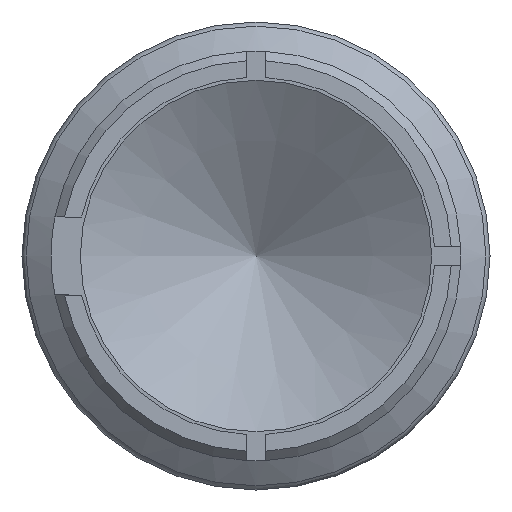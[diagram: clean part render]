
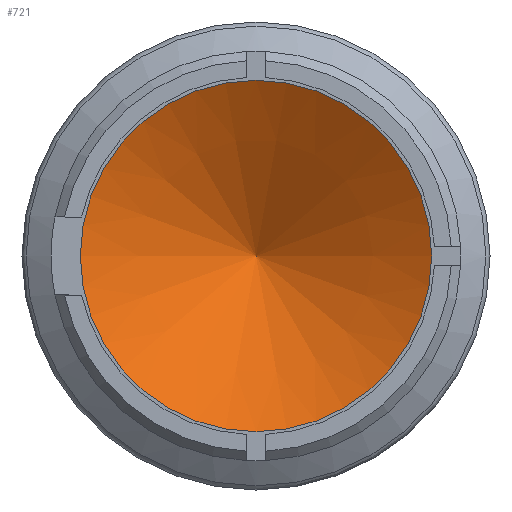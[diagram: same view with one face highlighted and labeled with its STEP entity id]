
A CAD part, left-side view. The second image highlights one B-rep face of the part: STEP entity #721.
In plain terms, the highlighted conical face has half-angle 59 degrees and reference radius 7.15 mm.
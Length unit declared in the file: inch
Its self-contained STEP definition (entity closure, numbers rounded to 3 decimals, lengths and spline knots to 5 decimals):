
#114=FACE_OUTER_BOUND('',#168,.T.);
#168=EDGE_LOOP('',(#664));
#213=CIRCLE('',#816,0.563);
#369=VERTEX_POINT('',#3073);
#468=EDGE_CURVE('',#369,#369,#213,.T.);
#664=ORIENTED_EDGE('',*,*,#468,.T.);
#676=CONICAL_SURFACE('',#815,0.2815,59.);
#721=ADVANCED_FACE('',(#114),#676,.F.);
#815=AXIS2_PLACEMENT_3D('',#3072,#1034,#1035);
#816=AXIS2_PLACEMENT_3D('',#3074,#1036,#1037);
#1034=DIRECTION('center_axis',(-1.,0.,0.));
#1035=DIRECTION('ref_axis',(0.,-1.,0.));
#1036=DIRECTION('center_axis',(-1.,0.,0.));
#1037=DIRECTION('ref_axis',(0.,-1.,0.));
#3072=CARTESIAN_POINT('Origin',(2.72914,0.,0.));
#3073=CARTESIAN_POINT('',(2.56,-0.563,0.));
#3074=CARTESIAN_POINT('Origin',(2.56,0.,0.));
